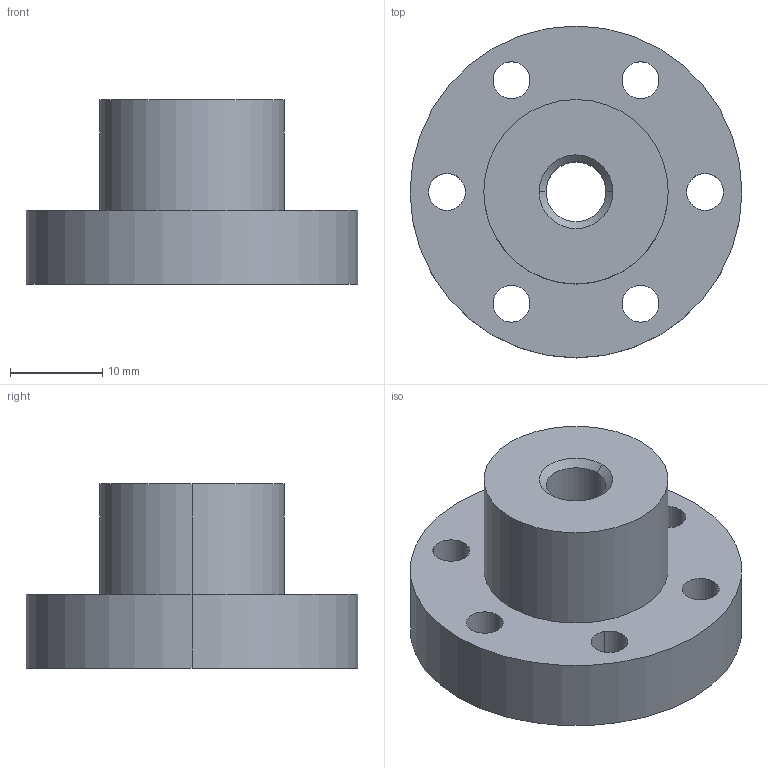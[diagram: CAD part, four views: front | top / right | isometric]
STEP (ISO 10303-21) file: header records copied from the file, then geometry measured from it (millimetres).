
FILE_DESCRIPTION(('no description'),'unknown implementation level');
FILE_NAME('JFRM_2020TR8x1_5_1.stp',' ',('igus® GmbH'),('CADClick - KiM GmbH - www.kimweb.de'),'unknown preprocess','ACIS','unknown authorization');
FILE_SCHEMA(('automotive_design'));
Length unit declared in the file: millimetre
Products named in the file (1): 1
Bounding box: 36 x 36 x 20 mm (x, y, z)
Volume: 10633.7 mm3; surface area: 4472.5 mm2
Topology: 1 solids, 1 shells, 25 faces, 62 edges, 40 vertices
Faces by surface type: cylinder 18, cone 4, plane 3
Entity records: 1526 total; most frequent: DIRECTION 154, STYLED_ITEM 128, PRESENTATION_STYLE_ASSIGNMENT 128, CARTESIAN_POINT 128, COLOUR_RGB 128, ORIENTED_EDGE 124, AXIS2_PLACEMENT_3D 66, EDGE_CURVE 62
